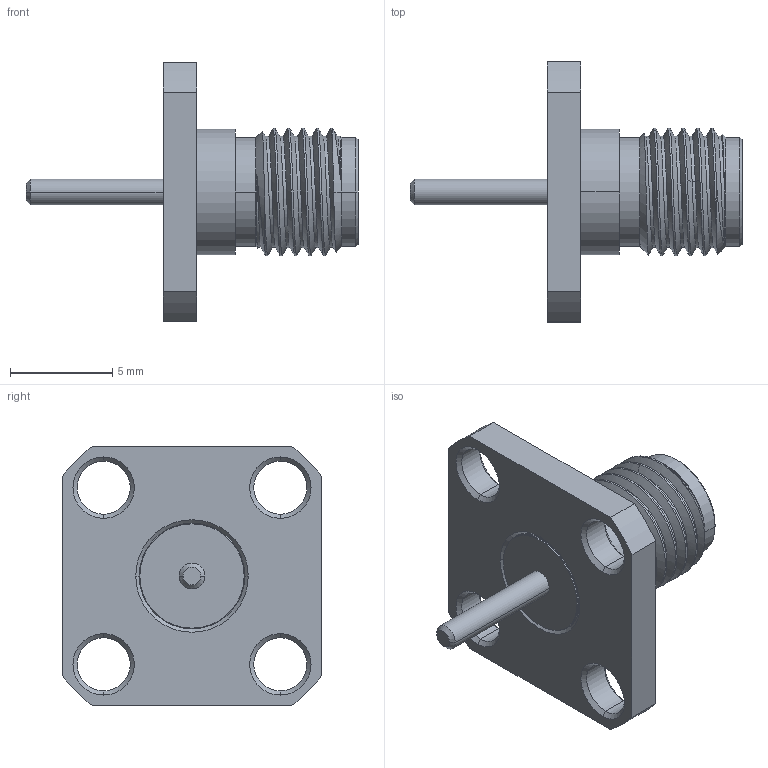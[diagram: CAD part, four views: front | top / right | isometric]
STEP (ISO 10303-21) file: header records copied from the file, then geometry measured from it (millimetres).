
FILE_DESCRIPTION((''),'2;1');
FILE_NAME('132204_SW0001','2021-02-19T17:29:52',('karthik'),(''),'CREO PARAMETRIC BY PTC INC, 2019444','CREO PARAMETRIC BY PTC INC, 2019444','');
FILE_SCHEMA(('CONFIG_CONTROL_DESIGN'));
Length unit declared in the file: millimetre
Products named in the file (1): 132204_SW0001
Bounding box: 16.23 x 12.7 x 12.7 mm (x, y, z)
Volume: 398.6 mm3; surface area: 655.9 mm2
Topology: 1 solids, 1 shells, 99 faces, 236 edges, 146 vertices
Faces by surface type: cylinder 40, cone 34, plane 19, bspline 6
Entity records: 5539 total; most frequent: CARTESIAN_POINT 3189, DIRECTION 492, ORIENTED_EDGE 472, EDGE_CURVE 236, AXIS2_PLACEMENT_3D 196, VERTEX_POINT 146, EDGE_LOOP 114, CIRCLE 103
